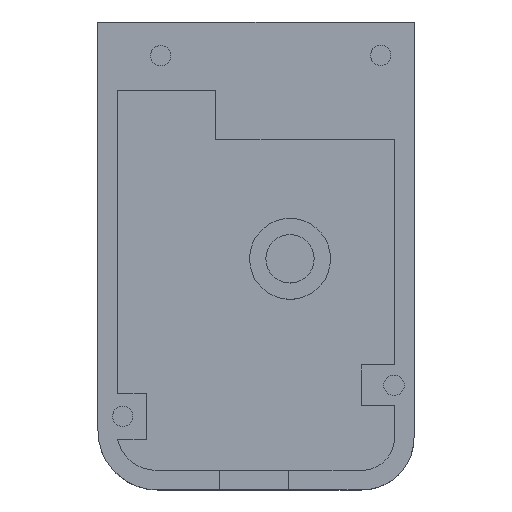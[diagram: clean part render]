
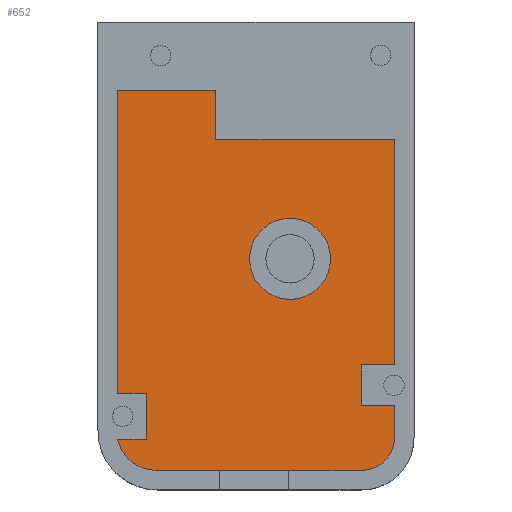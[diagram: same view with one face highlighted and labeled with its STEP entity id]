
A CAD part, top view. The second image highlights one B-rep face of the part: STEP entity #652.
In plain terms, the highlighted planar face has unit normal (0, 0, 1).
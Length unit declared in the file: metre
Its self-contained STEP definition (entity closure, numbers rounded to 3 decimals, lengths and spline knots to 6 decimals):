
#16=CIRCLE('',#694,0.004869);
#18=CIRCLE('',#709,0.004001);
#24=CIRCLE('',#717,0.004965);
#165=ORIENTED_EDGE('',*,*,#293,.F.);
#166=ORIENTED_EDGE('',*,*,#245,.T.);
#167=ORIENTED_EDGE('',*,*,#242,.T.);
#168=ORIENTED_EDGE('',*,*,#284,.T.);
#169=ORIENTED_EDGE('',*,*,#281,.T.);
#170=ORIENTED_EDGE('',*,*,#278,.F.);
#171=ORIENTED_EDGE('',*,*,#275,.T.);
#172=ORIENTED_EDGE('',*,*,#272,.T.);
#173=ORIENTED_EDGE('',*,*,#269,.T.);
#174=ORIENTED_EDGE('',*,*,#266,.F.);
#175=ORIENTED_EDGE('',*,*,#263,.T.);
#176=ORIENTED_EDGE('',*,*,#260,.F.);
#177=ORIENTED_EDGE('',*,*,#257,.T.);
#178=ORIENTED_EDGE('',*,*,#254,.T.);
#179=ORIENTED_EDGE('',*,*,#251,.T.);
#180=ORIENTED_EDGE('',*,*,#248,.T.);
#242=EDGE_CURVE('',#325,#324,#387,.T.);
#245=EDGE_CURVE('',#327,#325,#16,.T.);
#248=EDGE_CURVE('',#329,#327,#391,.T.);
#251=EDGE_CURVE('',#331,#329,#394,.T.);
#254=EDGE_CURVE('',#333,#331,#397,.T.);
#257=EDGE_CURVE('',#335,#333,#400,.T.);
#260=EDGE_CURVE('',#335,#337,#403,.T.);
#263=EDGE_CURVE('',#339,#337,#406,.T.);
#266=EDGE_CURVE('',#339,#341,#409,.T.);
#269=EDGE_CURVE('',#343,#341,#412,.T.);
#272=EDGE_CURVE('',#345,#343,#415,.T.);
#275=EDGE_CURVE('',#347,#345,#418,.T.);
#278=EDGE_CURVE('',#347,#349,#421,.T.);
#281=EDGE_CURVE('',#351,#349,#424,.T.);
#284=EDGE_CURVE('',#324,#351,#18,.T.);
#293=EDGE_CURVE('',#357,#357,#24,.T.);
#324=VERTEX_POINT('',#983);
#325=VERTEX_POINT('',#985);
#327=VERTEX_POINT('',#991);
#329=VERTEX_POINT('',#997);
#331=VERTEX_POINT('',#1003);
#333=VERTEX_POINT('',#1009);
#335=VERTEX_POINT('',#1015);
#337=VERTEX_POINT('',#1021);
#339=VERTEX_POINT('',#1027);
#341=VERTEX_POINT('',#1033);
#343=VERTEX_POINT('',#1039);
#345=VERTEX_POINT('',#1045);
#347=VERTEX_POINT('',#1051);
#349=VERTEX_POINT('',#1057);
#351=VERTEX_POINT('',#1063);
#357=VERTEX_POINT('',#1084);
#387=LINE('',#984,#454);
#391=LINE('',#996,#458);
#394=LINE('',#1002,#461);
#397=LINE('',#1008,#464);
#400=LINE('',#1014,#467);
#403=LINE('',#1020,#470);
#406=LINE('',#1026,#473);
#409=LINE('',#1032,#476);
#412=LINE('',#1038,#479);
#415=LINE('',#1044,#482);
#418=LINE('',#1050,#485);
#421=LINE('',#1056,#488);
#424=LINE('',#1062,#491);
#454=VECTOR('',#787,1.);
#458=VECTOR('',#799,1.);
#461=VECTOR('',#804,1.);
#464=VECTOR('',#809,1.);
#467=VECTOR('',#814,1.);
#470=VECTOR('',#819,1.);
#473=VECTOR('',#824,1.);
#476=VECTOR('',#829,1.);
#479=VECTOR('',#834,1.);
#482=VECTOR('',#839,1.);
#485=VECTOR('',#844,1.);
#488=VECTOR('',#849,1.);
#491=VECTOR('',#854,1.);
#525=EDGE_LOOP('',(#165));
#526=EDGE_LOOP('',(#166,#167,#168,#169,#170,#171,#172,#173,#174,#175,#176,
#177,#178,#179,#180));
#576=FACE_BOUND('',#525,.T.);
#577=FACE_BOUND('',#526,.T.);
#619=PLANE('',#716);
#652=ADVANCED_FACE('',(#576,#577),#619,.T.);
#694=AXIS2_PLACEMENT_3D('',#990,#792,#793);
#709=AXIS2_PLACEMENT_3D('',#1068,#859,#860);
#716=AXIS2_PLACEMENT_3D('',#1082,#876,#877);
#717=AXIS2_PLACEMENT_3D('',#1083,#878,#879);
#787=DIRECTION('',(1.,0.,0.));
#792=DIRECTION('',(0.,0.,1.));
#793=DIRECTION('',(1.,0.,0.));
#799=DIRECTION('',(-1.,0.,0.));
#804=DIRECTION('',(0.,-1.,0.));
#809=DIRECTION('',(1.,0.,0.));
#814=DIRECTION('',(0.,-1.,0.));
#819=DIRECTION('',(1.,0.,0.));
#824=DIRECTION('',(0.,1.,0.));
#829=DIRECTION('',(1.,0.,0.));
#834=DIRECTION('',(0.,1.,0.));
#839=DIRECTION('',(1.,0.,0.));
#844=DIRECTION('',(0.,1.,0.));
#849=DIRECTION('',(1.,0.,0.));
#854=DIRECTION('',(0.,1.,0.));
#859=DIRECTION('',(0.,0.,1.));
#860=DIRECTION('',(1.,0.,0.));
#876=DIRECTION('',(0.,0.,1.));
#877=DIRECTION('',(1.,0.,0.));
#878=DIRECTION('',(0.,0.,1.));
#879=DIRECTION('',(1.,0.,0.));
#983=CARTESIAN_POINT('',(0.02992,-0.04562,0.));
#984=CARTESIAN_POINT('',(0.026685,-0.04562,0.));
#985=CARTESIAN_POINT('',(0.00475,-0.04562,0.));
#990=CARTESIAN_POINT('',(0.00475,-0.040751,0.));
#991=CARTESIAN_POINT('',(0.,-0.04182,0.));
#996=CARTESIAN_POINT('',(0.001775,-0.04182,0.));
#997=CARTESIAN_POINT('',(0.00355,-0.04182,0.));
#1002=CARTESIAN_POINT('',(0.00355,-0.038985,0.));
#1003=CARTESIAN_POINT('',(0.00355,-0.03615,0.));
#1008=CARTESIAN_POINT('',(0.001775,-0.03615,0.));
#1009=CARTESIAN_POINT('',(0.,-0.03615,0.));
#1014=CARTESIAN_POINT('',(0.,-0.018075,0.));
#1015=CARTESIAN_POINT('',(0.,0.001,0.));
#1020=CARTESIAN_POINT('',(0.006035,0.001,0.));
#1021=CARTESIAN_POINT('',(0.01207,0.001,0.));
#1026=CARTESIAN_POINT('',(0.01207,0.0005,0.));
#1027=CARTESIAN_POINT('',(0.01207,-0.005,0.));
#1032=CARTESIAN_POINT('',(0.023035,-0.005,0.));
#1033=CARTESIAN_POINT('',(0.034,-0.005,0.));
#1038=CARTESIAN_POINT('',(0.034,-0.0055,0.));
#1039=CARTESIAN_POINT('',(0.034,-0.03269,0.));
#1044=CARTESIAN_POINT('',(0.03196,-0.03269,0.));
#1045=CARTESIAN_POINT('',(0.02992,-0.03269,0.));
#1050=CARTESIAN_POINT('',(0.02992,-0.03518,0.));
#1051=CARTESIAN_POINT('',(0.02992,-0.03767,0.));
#1056=CARTESIAN_POINT('',(0.03196,-0.03767,0.));
#1057=CARTESIAN_POINT('',(0.034,-0.03767,0.));
#1062=CARTESIAN_POINT('',(0.034,-0.03837,0.));
#1063=CARTESIAN_POINT('',(0.034,-0.04162,0.));
#1068=CARTESIAN_POINT('',(0.029999,-0.04162,0.));
#1082=CARTESIAN_POINT('',(0.017,-0.02231,0.));
#1083=CARTESIAN_POINT('',(0.021175,-0.019665,0.));
#1084=CARTESIAN_POINT('',(0.02614,-0.019665,0.));
